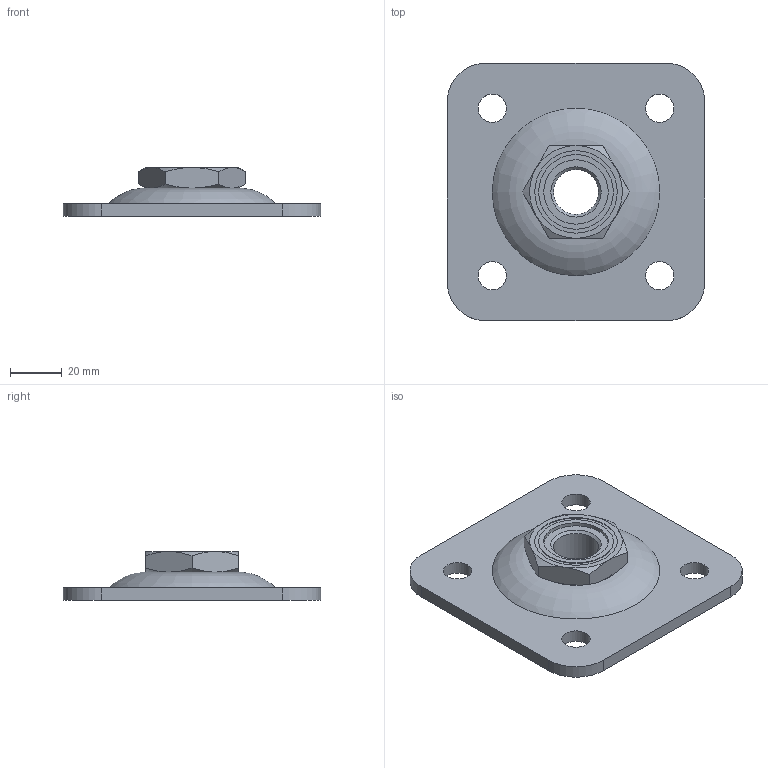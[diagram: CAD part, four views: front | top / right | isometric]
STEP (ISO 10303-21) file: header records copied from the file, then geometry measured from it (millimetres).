
FILE_DESCRIPTION (( 'STEP AP203' ), '1' );
FILE_NAME ('860-P-M20.STEP', '2022-03-03T08:18:14', ( '' ), ( '' ), 'SwSTEP 2.0', 'SolidWorks 2018', '' );
FILE_SCHEMA (( 'CONFIG_CONTROL_DESIGN' ));
Length unit declared in the file: millimetre
Products named in the file (1): 860-P-M20
Bounding box: 100 x 100 x 19 mm (x, y, z)
Volume: 57502.7 mm3; surface area: 24181.7 mm2
Topology: 1 solids, 1 shells, 315 faces, 823 edges, 544 vertices
Faces by surface type: plane 160, bspline 124, cone 15, cylinder 13, torus 3
Full cylindrical faces by diameter (mm): 11 x4, 17.5 x1, 25 x1, 29 x1, 32 x1, 35 x1
Entity records: 15919 total; most frequent: CARTESIAN_POINT 9004, ORIENTED_EDGE 1612, DIRECTION 964, EDGE_CURVE 806, VERTEX_POINT 542, VECTOR 488, LINE 488, EDGE_LOOP 374
